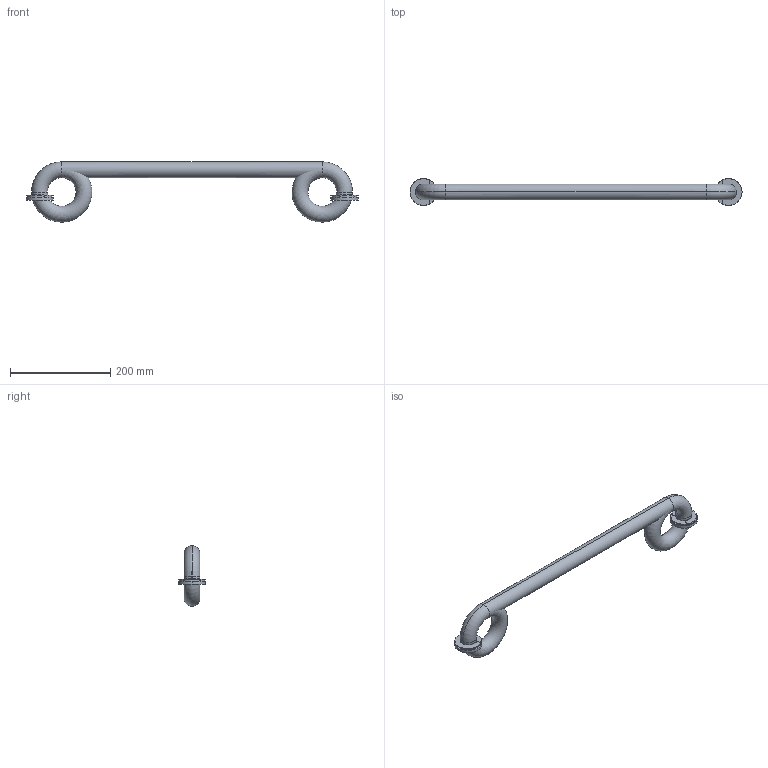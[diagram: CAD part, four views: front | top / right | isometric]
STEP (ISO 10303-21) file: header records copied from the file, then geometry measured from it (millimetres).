
FILE_DESCRIPTION((''),'2;1');
FILE_NAME('16-38_SW0001','2010-07-20T',('Shambuling'),(''),'PRO/ENGINEER BY PARAMETRIC TECHNOLOGY CORPORATION, 2009300','PRO/ENGINEER BY PARAMETRIC TECHNOLOGY CORPORATION, 2009300','');
FILE_SCHEMA(('CONFIG_CONTROL_DESIGN'));
Length unit declared in the file: inch
Products named in the file (1): 16-38_SW0001
Bounding box: 663.58 x 53.98 x 120.65 mm (x, y, z)
Surface area: 173153.4 mm2 (no closed solid volume)
Topology: 0 solids, 0 shells, 40 faces, 190 edges, 186 vertices
Faces by surface type: bspline 36, torus 4
Entity records: 8137 total; most frequent: CARTESIAN_POINT 6298, DIRECTION 320, TRIMMED_CURVE 244, DEFINITIONAL_REPRESENTATION 182, PCURVE 182, COMPOSITE_CURVE_SEGMENT 182, VECTOR 176, LINE 176
